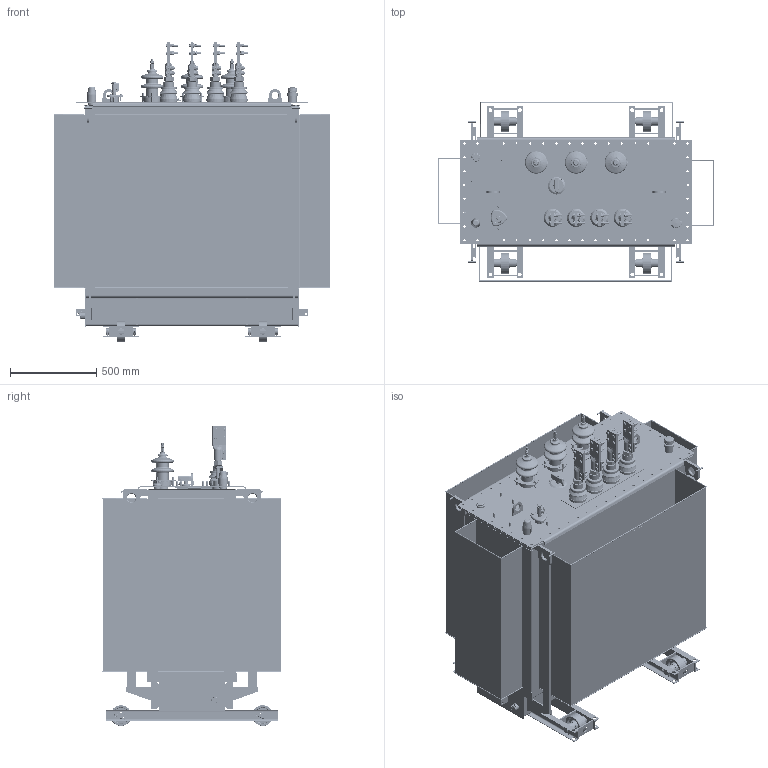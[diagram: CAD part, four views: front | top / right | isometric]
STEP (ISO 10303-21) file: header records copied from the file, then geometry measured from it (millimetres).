
FILE_DESCRIPTION(/* description */ (''),/* implementation_level */ '2;1');
FILE_NAME(/* name */ 'Транс_ТМГ32-1000.stp',/* time_stamp */ '2018-09-28T13:38:31+03:00',/* author */ ('54405'),/* organization */ (''),/* preprocessor_version */ 'ST-DEVELOPER v15.2',/* originating_system */ 'Autodesk Inventor 2014',/* authorisation */ '');
FILE_SCHEMA (('AUTOMOTIVE_DESIGN { 1 0 10303 214 3 1 1 }'));
Products named in the file (1): _ТМГ32-1000_Shrinkwrap_1
Bounding box: 1598.8 x 1039.8 x 1733.79 mm (x, y, z)
Volume: 23191506.9 mm3; surface area: 21140253.3 mm2
Topology: 56 solids, 76 shells, 5650 faces, 14073 edges, 9060 vertices
Faces by surface type: plane 2981, cylinder 1305, bspline 651, cone 429, torus 242, sphere 42
Full cylindrical faces by diameter (mm): 1.6 x3, 1.827 x2, 2 x2, 3 x2, 3.1 x2, 3.8 x4, 3.96 x1, 4 x4, 4.5 x3, 4.917 x2, 5 x3, 5.3 x2, 5.5 x3, 6 x29, 6.2 x5, 6.5 x1, 7 x6, 7.1 x2, 7.92 x3, 8 x9, 8.4 x6, 8.746 x15, 9 x8, 10 x19, 10.8 x3, 11 x1, 11.88 x24, 12 x54, 12.5 x3, 13 x165
Entity records: 193854 total; most frequent: CARTESIAN_POINT 64989, ORIENTED_EDGE 25096, DIRECTION 23038, EDGE_CURVE 12544, VERTEX_POINT 8794, AXIS2_PLACEMENT_3D 8357, EDGE_LOOP 8016, LINE 6324
